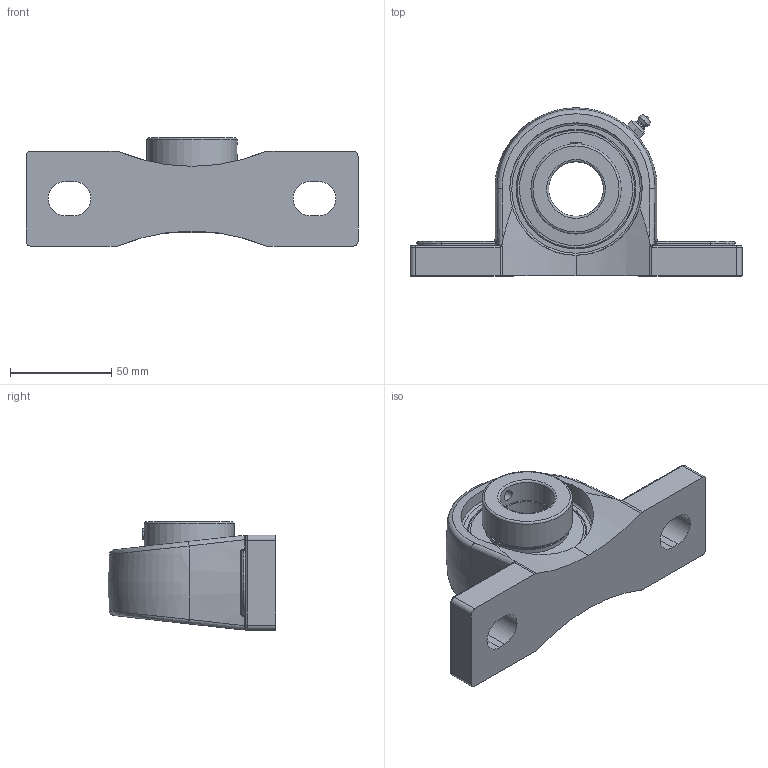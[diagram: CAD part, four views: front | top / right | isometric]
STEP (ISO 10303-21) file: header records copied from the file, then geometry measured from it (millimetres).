
FILE_DESCRIPTION(('HOOPS Exchange Step'),'2;1');
FILE_NAME('export-5C9DCAB7-52CF-493D-BA5E-1AC544CF2AA3.stp','2019-12-13T14:08:04-08:00',('ibuslach'),('Alibre'),'HOOPS Exchange 2019.2','Alibre','Unknown authorisation');
FILE_SCHEMA( ('AP242_MANAGED_MODEL_BASED_3D_ENGINEERING_MIM_LF {1 0 10303 442 1 1 4 }') );
Length unit declared in the file: centimetre
Products named in the file (8): MRN SP 206 (NO LETTER CAST); UCP ZERK 5mm; SNC 206-17 COLLAR; SNC 206-17 RACES; SNC 206 SHIELD; SNC 206 SS; MRN SNC 206-17; MRN SNCP 206-17
Assembly tree (8 placements, depth 3):
  MRN SNCP 206-17
    MRN SP 206 (NO LETTER CAST)
    UCP ZERK 5mm
    MRN SNC 206-17
      SNC 206-17 COLLAR
      SNC 206-17 RACES
      SNC 206 SHIELD  x2
      SNC 206 SS
Bounding box: 164 x 82.95 x 53.61 mm (x, y, z)
Volume: 208527.1 mm3; surface area: 65255.4 mm2
Topology: 8 solids, 8 shells, 211 faces, 558 edges, 357 vertices
Faces by surface type: cylinder 72, plane 60, torus 31, bspline 22, cone 18, sphere 8
Full cylindrical faces by diameter (mm): 2.506 x2, 5 x2, 5.359 x2, 5.36 x1, 26.988 x2, 37.643 x2, 40.323 x4, 41.338 x2, 44.501 x1, 51.397 x2, 55.88 x2, 65.428 x2
Entity records: 15011 total; most frequent: CARTESIAN_POINT 9776, DIRECTION 1084, ORIENTED_EDGE 1060, EDGE_CURVE 530, AXIS2_PLACEMENT_3D 457, VERTEX_POINT 343, CIRCLE 235, EDGE_LOOP 229
